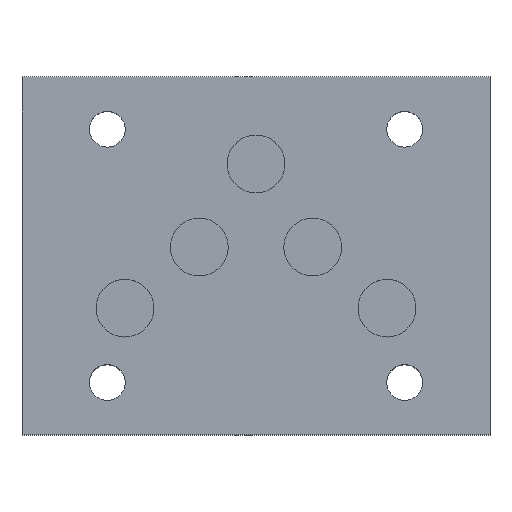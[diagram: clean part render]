
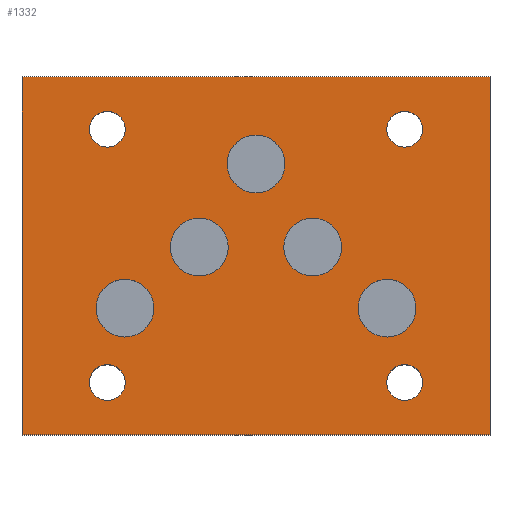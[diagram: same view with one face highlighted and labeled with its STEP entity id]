
A CAD part, top view. The second image highlights one B-rep face of the part: STEP entity #1332.
In plain terms, the highlighted planar face has unit normal (0, 0, 1).
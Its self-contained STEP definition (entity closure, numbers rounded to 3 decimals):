
#69=LINE('',#1950,#144);
#76=LINE('',#1966,#151);
#79=LINE('',#2069,#154);
#80=LINE('',#2070,#155);
#144=VECTOR('',#1585,1000.);
#151=VECTOR('',#1596,1000.);
#154=VECTOR('',#1727,1000.);
#155=VECTOR('',#1728,1000.);
#348=ORIENTED_EDGE('',*,*,#651,.T.);
#349=ORIENTED_EDGE('',*,*,#642,.T.);
#350=ORIENTED_EDGE('',*,*,#652,.T.);
#351=ORIENTED_EDGE('',*,*,#643,.T.);
#352=ORIENTED_EDGE('',*,*,#645,.T.);
#353=ORIENTED_EDGE('',*,*,#653,.T.);
#354=ORIENTED_EDGE('',*,*,#647,.T.);
#355=ORIENTED_EDGE('',*,*,#654,.T.);
#356=ORIENTED_EDGE('',*,*,#648,.T.);
#357=ORIENTED_EDGE('',*,*,#655,.T.);
#358=ORIENTED_EDGE('',*,*,#609,.T.);
#359=ORIENTED_EDGE('',*,*,#656,.T.);
#360=ORIENTED_EDGE('',*,*,#616,.T.);
#609=EDGE_CURVE('',#773,#776,#69,.T.);
#616=EDGE_CURVE('',#780,#783,#76,.T.);
#642=EDGE_CURVE('',#807,#807,#919,.T.);
#643=EDGE_CURVE('',#808,#808,#920,.T.);
#645=EDGE_CURVE('',#810,#810,#922,.T.);
#647=EDGE_CURVE('',#812,#812,#924,.T.);
#648=EDGE_CURVE('',#813,#813,#925,.T.);
#651=EDGE_CURVE('',#816,#816,#928,.T.);
#652=EDGE_CURVE('',#817,#817,#929,.T.);
#653=EDGE_CURVE('',#818,#818,#930,.T.);
#654=EDGE_CURVE('',#819,#819,#931,.T.);
#655=EDGE_CURVE('',#783,#773,#79,.T.);
#656=EDGE_CURVE('',#776,#780,#80,.T.);
#773=VERTEX_POINT('',#1944);
#776=VERTEX_POINT('',#1949);
#780=VERTEX_POINT('',#1960);
#783=VERTEX_POINT('',#1965);
#807=VERTEX_POINT('',#2026);
#808=VERTEX_POINT('',#2030);
#810=VERTEX_POINT('',#2037);
#812=VERTEX_POINT('',#2044);
#813=VERTEX_POINT('',#2048);
#816=VERTEX_POINT('',#2062);
#817=VERTEX_POINT('',#2064);
#818=VERTEX_POINT('',#2066);
#819=VERTEX_POINT('',#2068);
#919=CIRCLE('',#1453,5.25);
#920=CIRCLE('',#1456,5.25);
#922=CIRCLE('',#1461,5.25);
#924=CIRCLE('',#1466,5.25);
#925=CIRCLE('',#1469,5.25);
#928=CIRCLE('',#1480,3.25);
#929=CIRCLE('',#1481,3.25);
#930=CIRCLE('',#1482,3.25);
#931=CIRCLE('',#1483,3.25);
#1012=EDGE_LOOP('',(#348));
#1013=EDGE_LOOP('',(#349));
#1014=EDGE_LOOP('',(#350));
#1015=EDGE_LOOP('',(#351));
#1016=EDGE_LOOP('',(#352));
#1017=EDGE_LOOP('',(#353));
#1018=EDGE_LOOP('',(#354));
#1019=EDGE_LOOP('',(#355));
#1020=EDGE_LOOP('',(#356));
#1021=EDGE_LOOP('',(#357,#358,#359,#360));
#1163=FACE_BOUND('',#1012,.T.);
#1164=FACE_BOUND('',#1013,.T.);
#1165=FACE_BOUND('',#1014,.T.);
#1166=FACE_BOUND('',#1015,.T.);
#1167=FACE_BOUND('',#1016,.T.);
#1168=FACE_BOUND('',#1017,.T.);
#1169=FACE_BOUND('',#1018,.T.);
#1170=FACE_BOUND('',#1019,.T.);
#1171=FACE_BOUND('',#1020,.T.);
#1172=FACE_BOUND('',#1021,.T.);
#1262=PLANE('',#1479);
#1332=ADVANCED_FACE('',(#1163,#1164,#1165,#1166,#1167,#1168,#1169,#1170,
#1171,#1172),#1262,.T.);
#1453=AXIS2_PLACEMENT_3D('',#2025,#1665,#1666);
#1456=AXIS2_PLACEMENT_3D('',#2029,#1671,#1672);
#1461=AXIS2_PLACEMENT_3D('',#2036,#1681,#1682);
#1466=AXIS2_PLACEMENT_3D('',#2043,#1691,#1692);
#1469=AXIS2_PLACEMENT_3D('',#2047,#1697,#1698);
#1479=AXIS2_PLACEMENT_3D('',#2060,#1717,#1718);
#1480=AXIS2_PLACEMENT_3D('',#2061,#1719,#1720);
#1481=AXIS2_PLACEMENT_3D('',#2063,#1721,#1722);
#1482=AXIS2_PLACEMENT_3D('',#2065,#1723,#1724);
#1483=AXIS2_PLACEMENT_3D('',#2067,#1725,#1726);
#1585=DIRECTION('',(-1.,0.,0.));
#1596=DIRECTION('',(1.,0.,0.));
#1665=DIRECTION('',(0.,0.,-1.));
#1666=DIRECTION('',(1.,0.,0.));
#1671=DIRECTION('',(0.,0.,-1.));
#1672=DIRECTION('',(1.,0.,0.));
#1681=DIRECTION('',(0.,0.,-1.));
#1682=DIRECTION('',(1.,0.,0.));
#1691=DIRECTION('',(0.,0.,-1.));
#1692=DIRECTION('',(1.,0.,0.));
#1697=DIRECTION('',(0.,0.,-1.));
#1698=DIRECTION('',(1.,0.,0.));
#1717=DIRECTION('',(0.,0.,1.));
#1718=DIRECTION('',(1.,0.,0.));
#1719=DIRECTION('',(0.,0.,-1.));
#1720=DIRECTION('',(1.,0.,0.));
#1721=DIRECTION('',(0.,0.,-1.));
#1722=DIRECTION('',(1.,0.,0.));
#1723=DIRECTION('',(0.,0.,-1.));
#1724=DIRECTION('',(1.,0.,0.));
#1725=DIRECTION('',(0.,0.,-1.));
#1726=DIRECTION('',(1.,0.,0.));
#1727=DIRECTION('',(0.,1.,0.));
#1728=DIRECTION('',(0.,-1.,0.));
#1944=CARTESIAN_POINT('',(330.,65.,75.));
#1949=CARTESIAN_POINT('',(245.,65.,75.));
#1950=CARTESIAN_POINT('',(287.5,65.,75.));
#1960=CARTESIAN_POINT('',(245.,0.,75.));
#1965=CARTESIAN_POINT('',(330.,0.,75.));
#1966=CARTESIAN_POINT('',(287.5,0.,75.));
#2025=CARTESIAN_POINT('',(263.7,23.,75.));
#2026=CARTESIAN_POINT('',(268.95,23.,75.));
#2029=CARTESIAN_POINT('',(297.8,34.1,75.));
#2030=CARTESIAN_POINT('',(303.05,34.1,75.));
#2036=CARTESIAN_POINT('',(277.2,34.1,75.));
#2037=CARTESIAN_POINT('',(282.45,34.1,75.));
#2043=CARTESIAN_POINT('',(311.3,23.,75.));
#2044=CARTESIAN_POINT('',(316.55,23.,75.));
#2047=CARTESIAN_POINT('',(287.5,49.2,75.));
#2048=CARTESIAN_POINT('',(292.75,49.2,75.));
#2060=CARTESIAN_POINT('',(323.483,40.116,75.));
#2061=CARTESIAN_POINT('',(314.5,55.5,75.));
#2062=CARTESIAN_POINT('',(317.75,55.5,75.));
#2063=CARTESIAN_POINT('',(314.5,9.5,75.));
#2064=CARTESIAN_POINT('',(317.75,9.5,75.));
#2065=CARTESIAN_POINT('',(260.5,9.5,75.));
#2066=CARTESIAN_POINT('',(263.75,9.5,75.));
#2067=CARTESIAN_POINT('',(260.5,55.5,75.));
#2068=CARTESIAN_POINT('',(263.75,55.5,75.));
#2069=CARTESIAN_POINT('',(330.,32.5,75.));
#2070=CARTESIAN_POINT('',(245.,32.5,75.));
